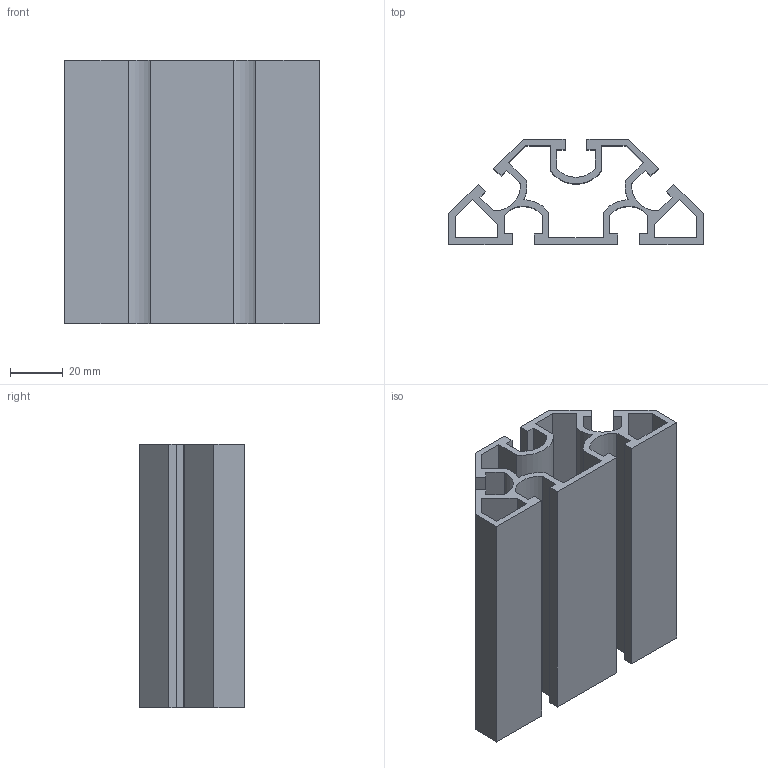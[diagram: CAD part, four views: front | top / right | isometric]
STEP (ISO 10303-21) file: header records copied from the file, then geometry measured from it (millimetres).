
FILE_DESCRIPTION((''),'2;1');
FILE_NAME('AF4003-8.stp','2009-08-25T17:05:33',('Administrator'),(''),'Autodesk Inventor 2008','Autodesk Inventor 2008','');
FILE_SCHEMA(('AUTOMOTIVE_DESIGN { 1 0 10303 214 1 1 1 1 }'));
Length unit declared in the file: millimetre
Products named in the file (1): AF4003-8
Bounding box: 96.57 x 40 x 100 mm (x, y, z)
Volume: 93705.1 mm3; surface area: 72075 mm2
Topology: 1 solids, 1 shells, 74 faces, 216 edges, 144 vertices
Faces by surface type: plane 64, cylinder 10
Entity records: 2458 total; most frequent: CARTESIAN_POINT 435, ORIENTED_EDGE 432, DIRECTION 386, EDGE_CURVE 216, VECTOR 196, LINE 196, VERTEX_POINT 144, AXIS2_PLACEMENT_3D 95
